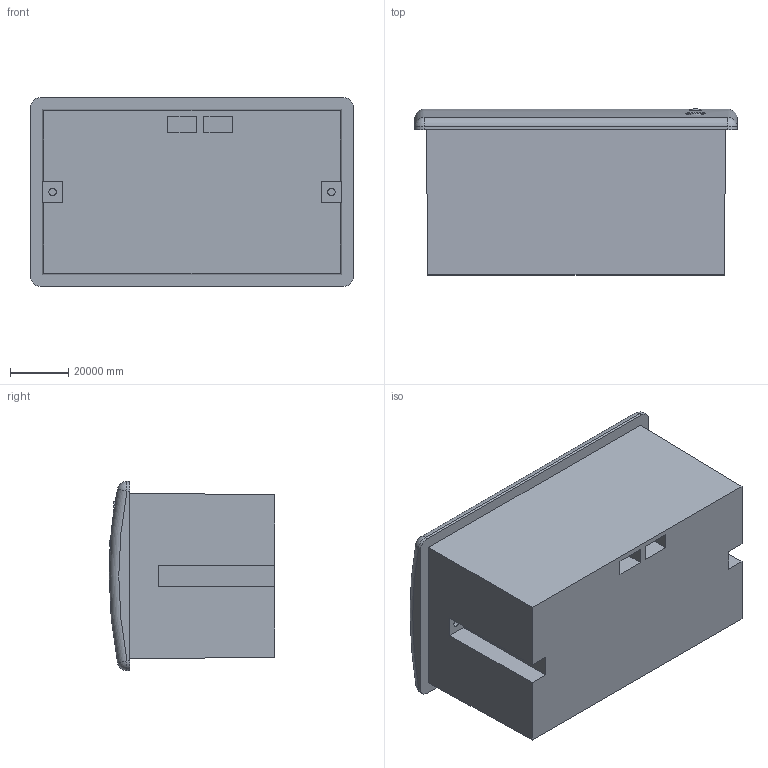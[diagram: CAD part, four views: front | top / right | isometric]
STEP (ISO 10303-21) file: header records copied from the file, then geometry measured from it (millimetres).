
FILE_DESCRIPTION((''),'2;1');
FILE_NAME('PRINTER','2013-04-22T',('paul.smith'),(''),'PRO/ENGINEER BY PARAMETRIC TECHNOLOGY CORPORATION, 2012060','PRO/ENGINEER BY PARAMETRIC TECHNOLOGY CORPORATION, 2012060','');
FILE_SCHEMA(('CONFIG_CONTROL_DESIGN'));
Length unit declared in the file: metre
Products named in the file (1): PRINTER
Bounding box: 110959.9 x 57106.82 x 65100.2 mm (x, y, z)
Volume: 326909748628541.6 mm3; surface area: 33231655210.2 mm2
Topology: 1 solids, 1 shells, 63 faces, 140 edges, 88 vertices
Faces by surface type: plane 34, cylinder 19, sphere 4, bspline 4, torus 2
Entity records: 2002 total; most frequent: CARTESIAN_POINT 551, DIRECTION 296, ORIENTED_EDGE 280, EDGE_CURVE 140, AXIS2_PLACEMENT_3D 103, VECTOR 90, LINE 90, VERTEX_POINT 88
